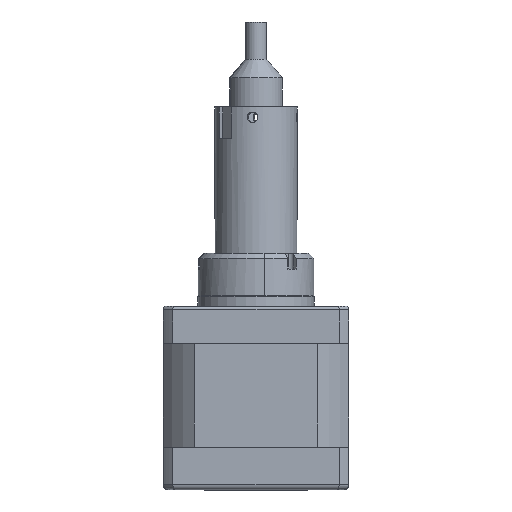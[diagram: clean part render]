
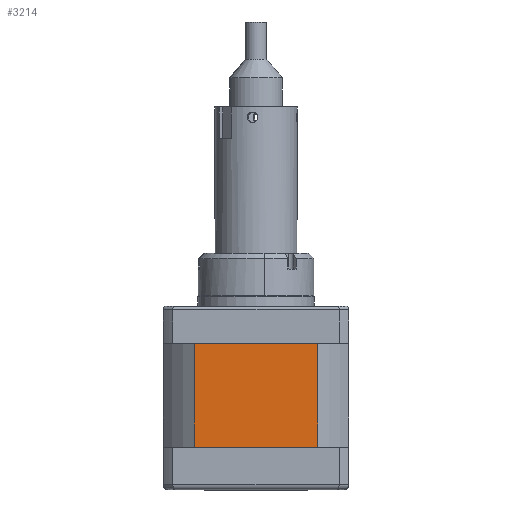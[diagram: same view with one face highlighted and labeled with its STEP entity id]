
A CAD part, top view. The second image highlights one B-rep face of the part: STEP entity #3214.
In plain terms, the highlighted planar face has unit normal (0, 0, 1).
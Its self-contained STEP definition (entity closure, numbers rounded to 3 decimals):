
#134 = PLANE ( 'NONE',  #6398 ) ;
#252 = CARTESIAN_POINT ( 'NONE',  ( 3.208, 12.253, 20.753 ) ) ;
#345 = LINE ( 'NONE', #4210, #6080 ) ;
#663 = EDGE_CURVE ( 'NONE', #5656, #1956, #9778, .T. ) ;
#889 = ORIENTED_EDGE ( 'NONE', *, *, #9756, .T. ) ;
#1034 = DIRECTION ( 'NONE',  ( -1., 0., 0. ) ) ;
#1412 = EDGE_CURVE ( 'NONE', #4237, #5656, #345, .T. ) ;
#1674 = FACE_OUTER_BOUND ( 'NONE', #3626, .T. ) ;
#1956 = VERTEX_POINT ( 'NONE', #4160 ) ;
#2058 = CARTESIAN_POINT ( 'NONE',  ( 3.208, -7.347, 20.753 ) ) ;
#2997 = DIRECTION ( 'NONE',  ( 0., 1., 0. ) ) ;
#3214 = ADVANCED_FACE ( 'NONE', ( #1674 ), #134, .F. ) ;
#3273 = DIRECTION ( 'NONE',  ( 1., 0., 0. ) ) ;
#3626 = EDGE_LOOP ( 'NONE', ( #9296, #10034, #4099, #889 ) ) ;
#3927 = CARTESIAN_POINT ( 'NONE',  ( 26.424, -7.347, 20.753 ) ) ;
#4099 = ORIENTED_EDGE ( 'NONE', *, *, #1412, .F. ) ;
#4160 = CARTESIAN_POINT ( 'NONE',  ( 3.208, 12.253, 20.753 ) ) ;
#4210 = CARTESIAN_POINT ( 'NONE',  ( 3.208, -7.347, 20.753 ) ) ;
#4237 = VERTEX_POINT ( 'NONE', #9519 ) ;
#4703 = DIRECTION ( 'NONE',  ( 0., 1., 0. ) ) ;
#4811 = DIRECTION ( 'NONE',  ( -1., 0., 0. ) ) ;
#4875 = VERTEX_POINT ( 'NONE', #5824 ) ;
#4990 = VECTOR ( 'NONE', #4703, 1000. ) ;
#5656 = VERTEX_POINT ( 'NONE', #2058 ) ;
#5824 = CARTESIAN_POINT ( 'NONE',  ( 26.424, 12.253, 20.753 ) ) ;
#5828 = VECTOR ( 'NONE', #2997, 1000. ) ;
#5996 = LINE ( 'NONE', #252, #8324 ) ;
#6080 = VECTOR ( 'NONE', #4811, 1000. ) ;
#6383 = CARTESIAN_POINT ( 'NONE',  ( 3.208, -7.347, 20.753 ) ) ;
#6398 = AXIS2_PLACEMENT_3D ( 'NONE', #6383, #7964, #3273 ) ;
#6844 = LINE ( 'NONE', #3927, #4990 ) ;
#7009 = EDGE_CURVE ( 'NONE', #4875, #1956, #5996, .T. ) ;
#7964 = DIRECTION ( 'NONE',  ( 0., 0., -1. ) ) ;
#8324 = VECTOR ( 'NONE', #1034, 1000. ) ;
#8797 = CARTESIAN_POINT ( 'NONE',  ( 3.208, -7.347, 20.753 ) ) ;
#9296 = ORIENTED_EDGE ( 'NONE', *, *, #7009, .T. ) ;
#9519 = CARTESIAN_POINT ( 'NONE',  ( 26.424, -7.347, 20.753 ) ) ;
#9756 = EDGE_CURVE ( 'NONE', #4237, #4875, #6844, .T. ) ;
#9778 = LINE ( 'NONE', #8797, #5828 ) ;
#10034 = ORIENTED_EDGE ( 'NONE', *, *, #663, .F. ) ;
